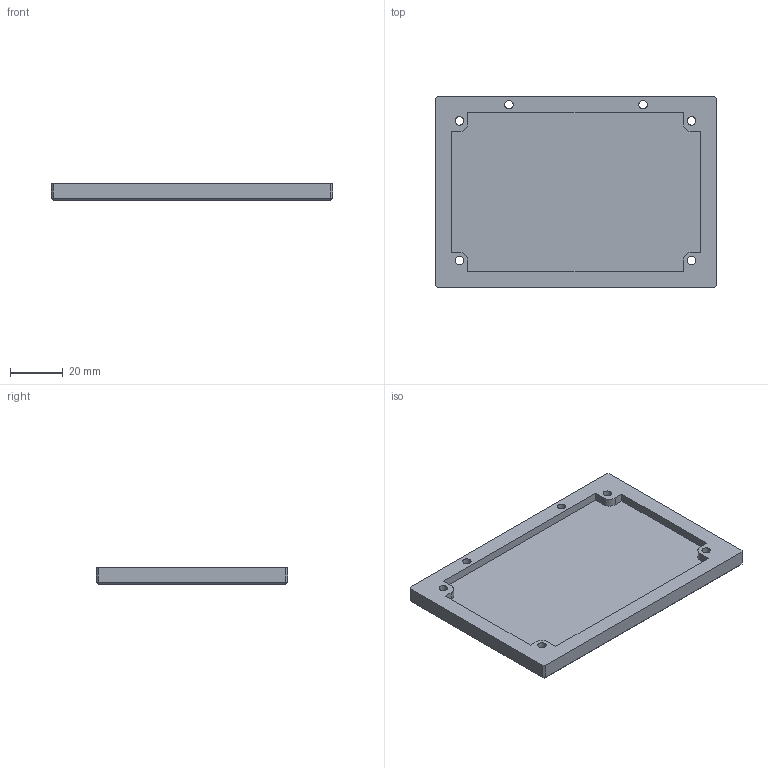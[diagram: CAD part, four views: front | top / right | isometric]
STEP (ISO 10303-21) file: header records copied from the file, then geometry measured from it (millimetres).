
FILE_DESCRIPTION(/* description */ ('STEP AP242','CAx-IF Rec.Pracs.---Representation and Presentation of Product Manufacturing Information (PMI)---4.0---2014-10-13','CAx-IF Rec.Pracs.---3D Tessellated Geometry---0.4---2014-09-14','2;1'),/* implementation_level */ '2;1');
FILE_NAME(/* name */ '67b6d1c41d2685345b452ba0',/* time_stamp */ '2025-02-20T06:55:00Z',/* author */ (''),/* organization */ (''),/* preprocessor_version */ 'ST-DEVELOPER v20',/* originating_system */ 'ONSHAPE BY PTC INC, 1.193',/* authorisation */ ' ');
FILE_SCHEMA (('AP242_MANAGED_MODEL_BASED_3D_ENGINEERING_MIM_LF { 1 0 10303 442 1 1 4 }'));
Length unit declared in the file: metre
Products named in the file (1): Part 1
Bounding box: 106.68 x 72.64 x 6.35 mm (x, y, z)
Volume: 31045.2 mm3; surface area: 18948.6 mm2
Topology: 1 solids, 1 shells, 53 faces, 120 edges, 76 vertices
Faces by surface type: plane 37, cylinder 16
Full cylindrical faces by diameter (mm): 3.2 x6, 4.5 x6
Entity records: 1456 total; most frequent: DIRECTION 248, CARTESIAN_POINT 238, ORIENTED_EDGE 216, EDGE_CURVE 108, AXIS2_PLACEMENT_3D 86, EDGE_LOOP 84, FACE_BOUND 84, LINE 76
